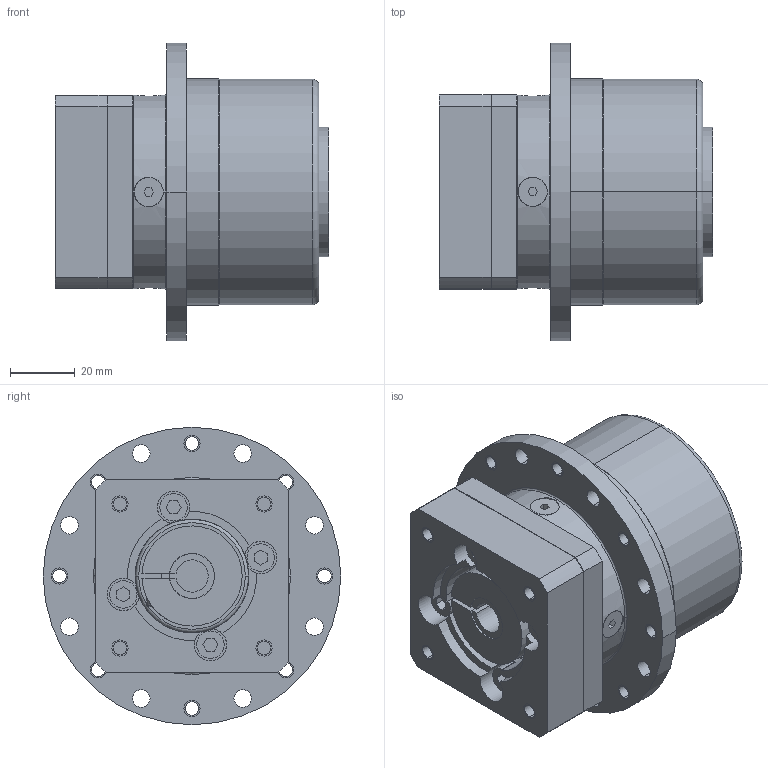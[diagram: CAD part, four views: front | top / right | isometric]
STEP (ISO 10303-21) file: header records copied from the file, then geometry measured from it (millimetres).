
FILE_DESCRIPTION((''),'2;1');
FILE_NAME('MB_NGV_MASTER','2022-06-10T',('agw'),(''),'CREO PARAMETRIC BY PTC INC, 2018360','CREO PARAMETRIC BY PTC INC, 2018360','');
FILE_SCHEMA(('AUTOMOTIVE_DESIGN { 1 0 10303 214 1 1 1 1 }'));
Length unit declared in the file: millimetre
Products named in the file (1): MB_NGV_MASTER
Bounding box: 84.5 x 92 x 92 mm (x, y, z)
Volume: 298295.1 mm3; surface area: 49195.7 mm2
Topology: 1 solids, 21 shells, 319 faces, 791 edges, 524 vertices
Faces by surface type: cylinder 168, plane 141, torus 8, cone 2
Entity records: 11110 total; most frequent: CARTESIAN_POINT 1805, DIRECTION 1793, ORIENTED_EDGE 1502, EDGE_CURVE 791, AXIS2_PLACEMENT_3D 691, VERTEX_POINT 524, VECTOR 411, LINE 411
